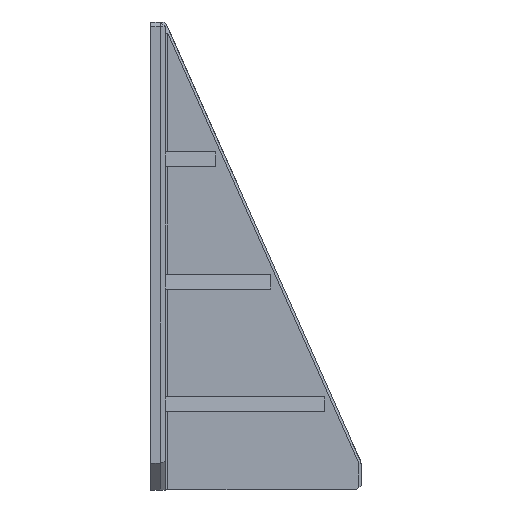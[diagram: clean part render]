
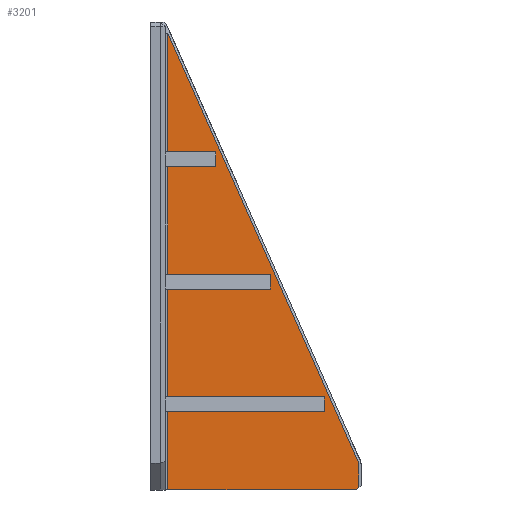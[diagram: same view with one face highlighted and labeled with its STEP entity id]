
A CAD part, front view. The second image highlights one B-rep face of the part: STEP entity #3201.
In plain terms, the highlighted planar face has unit normal (0, -1, 0).
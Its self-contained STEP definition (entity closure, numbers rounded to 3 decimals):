
#223=FACE_OUTER_BOUND('',#413,.T.);
#413=EDGE_LOOP('',(#2751,#2752,#2753,#2754,#2755,#2756,#2757,#2758,#2759,
#2760,#2761,#2762,#2763,#2764,#2765,#2766,#2767));
#673=LINE('',#4759,#1091);
#677=LINE('',#4766,#1095);
#680=LINE('',#4772,#1098);
#685=LINE('',#4783,#1103);
#687=LINE('',#4788,#1105);
#693=LINE('',#4799,#1111);
#694=LINE('',#4802,#1112);
#698=LINE('',#4808,#1116);
#701=LINE('',#4814,#1119);
#706=LINE('',#4824,#1124);
#709=LINE('',#4830,#1127);
#712=LINE('',#4836,#1130);
#716=LINE('',#4845,#1134);
#754=LINE('',#4938,#1172);
#758=LINE('',#4947,#1176);
#813=LINE('',#5055,#1231);
#817=LINE('',#5062,#1235);
#1091=VECTOR('',#3894,10.);
#1095=VECTOR('',#3900,10.);
#1098=VECTOR('',#3905,10.);
#1103=VECTOR('',#3914,10.);
#1105=VECTOR('',#3918,10.);
#1111=VECTOR('',#3926,10.);
#1112=VECTOR('',#3929,10.);
#1116=VECTOR('',#3935,10.);
#1119=VECTOR('',#3940,10.);
#1124=VECTOR('',#3951,10.);
#1127=VECTOR('',#3956,10.);
#1130=VECTOR('',#3961,10.);
#1134=VECTOR('',#3969,10.);
#1172=VECTOR('',#4051,10.);
#1176=VECTOR('',#4059,10.);
#1231=VECTOR('',#4142,10.);
#1235=VECTOR('',#4148,10.);
#1442=VERTEX_POINT('',#4756);
#1443=VERTEX_POINT('',#4758);
#1445=VERTEX_POINT('',#4764);
#1447=VERTEX_POINT('',#4770);
#1451=VERTEX_POINT('',#4782);
#1452=VERTEX_POINT('',#4786);
#1453=VERTEX_POINT('',#4787);
#1457=VERTEX_POINT('',#4797);
#1458=VERTEX_POINT('',#4801);
#1461=VERTEX_POINT('',#4812);
#1463=VERTEX_POINT('',#4822);
#1465=VERTEX_POINT('',#4828);
#1467=VERTEX_POINT('',#4834);
#1470=VERTEX_POINT('',#4844);
#1503=VERTEX_POINT('',#4936);
#1506=VERTEX_POINT('',#4946);
#1545=VERTEX_POINT('',#5054);
#1817=EDGE_CURVE('',#1443,#1442,#673,.T.);
#1821=EDGE_CURVE('',#1442,#1445,#677,.T.);
#1824=EDGE_CURVE('',#1445,#1447,#680,.T.);
#1829=EDGE_CURVE('',#1443,#1451,#685,.T.);
#1831=EDGE_CURVE('',#1452,#1453,#687,.T.);
#1837=EDGE_CURVE('',#1453,#1457,#693,.T.);
#1838=EDGE_CURVE('',#1457,#1458,#694,.T.);
#1842=EDGE_CURVE('',#1452,#1447,#698,.T.);
#1845=EDGE_CURVE('',#1461,#1458,#701,.T.);
#1850=EDGE_CURVE('',#1461,#1463,#706,.T.);
#1853=EDGE_CURVE('',#1463,#1465,#709,.T.);
#1856=EDGE_CURVE('',#1465,#1467,#712,.T.);
#1860=EDGE_CURVE('',#1451,#1470,#716,.T.);
#1906=EDGE_CURVE('',#1503,#1467,#754,.T.);
#1910=EDGE_CURVE('',#1470,#1506,#758,.T.);
#1965=EDGE_CURVE('',#1506,#1545,#813,.T.);
#1969=EDGE_CURVE('',#1503,#1545,#817,.T.);
#2751=ORIENTED_EDGE('',*,*,#1824,.T.);
#2752=ORIENTED_EDGE('',*,*,#1842,.F.);
#2753=ORIENTED_EDGE('',*,*,#1831,.T.);
#2754=ORIENTED_EDGE('',*,*,#1837,.T.);
#2755=ORIENTED_EDGE('',*,*,#1838,.T.);
#2756=ORIENTED_EDGE('',*,*,#1845,.F.);
#2757=ORIENTED_EDGE('',*,*,#1850,.T.);
#2758=ORIENTED_EDGE('',*,*,#1853,.T.);
#2759=ORIENTED_EDGE('',*,*,#1856,.T.);
#2760=ORIENTED_EDGE('',*,*,#1906,.F.);
#2761=ORIENTED_EDGE('',*,*,#1969,.T.);
#2762=ORIENTED_EDGE('',*,*,#1965,.F.);
#2763=ORIENTED_EDGE('',*,*,#1910,.F.);
#2764=ORIENTED_EDGE('',*,*,#1860,.F.);
#2765=ORIENTED_EDGE('',*,*,#1829,.F.);
#2766=ORIENTED_EDGE('',*,*,#1817,.T.);
#2767=ORIENTED_EDGE('',*,*,#1821,.T.);
#3035=PLANE('',#3410);
#3201=ADVANCED_FACE('',(#223),#3035,.T.);
#3410=AXIS2_PLACEMENT_3D('',#5070,#4153,#4154);
#3894=DIRECTION('',(1.,0.,0.));
#3900=DIRECTION('',(0.,0.,-1.));
#3905=DIRECTION('',(-1.,0.,0.));
#3914=DIRECTION('',(0.,0.,1.));
#3918=DIRECTION('',(1.,0.,0.));
#3926=DIRECTION('',(0.,0.,-1.));
#3929=DIRECTION('',(-1.,0.,0.));
#3935=DIRECTION('',(0.,0.,1.));
#3940=DIRECTION('',(0.,0.,1.));
#3951=DIRECTION('',(1.,0.,0.));
#3956=DIRECTION('',(0.,0.,-1.));
#3961=DIRECTION('',(-1.,0.,0.));
#3969=DIRECTION('',(0.406,0.,-0.914));
#4051=DIRECTION('',(0.,0.,1.));
#4059=DIRECTION('',(0.,0.,-1.));
#4142=DIRECTION('',(-0.707,0.,-0.707));
#4148=DIRECTION('',(1.,0.,0.));
#4153=DIRECTION('center_axis',(0.,-1.,0.));
#4154=DIRECTION('ref_axis',(0.,0.,-1.));
#4756=CARTESIAN_POINT('',(26.512,-327.,164.5));
#4758=CARTESIAN_POINT('',(7.,-327.,164.5));
#4759=CARTESIAN_POINT('',(11.128,-327.,164.5));
#4764=CARTESIAN_POINT('',(26.512,-327.,158.5));
#4766=CARTESIAN_POINT('',(26.512,-327.,189.5));
#4770=CARTESIAN_POINT('',(7.,-327.,158.5));
#4772=CARTESIAN_POINT('',(11.128,-327.,158.5));
#4782=CARTESIAN_POINT('',(7.,-327.,212.788));
#4783=CARTESIAN_POINT('',(7.,-327.,169.75));
#4786=CARTESIAN_POINT('',(7.,-327.,114.5));
#4787=CARTESIAN_POINT('',(48.734,-327.,114.5));
#4788=CARTESIAN_POINT('',(16.683,-327.,114.5));
#4797=CARTESIAN_POINT('',(48.734,-327.,108.5));
#4799=CARTESIAN_POINT('',(48.734,-327.,164.5));
#4801=CARTESIAN_POINT('',(7.,-327.,108.5));
#4802=CARTESIAN_POINT('',(16.683,-327.,108.5));
#4808=CARTESIAN_POINT('',(7.,-327.,169.75));
#4812=CARTESIAN_POINT('',(7.,-327.,64.5));
#4814=CARTESIAN_POINT('',(7.,-327.,169.75));
#4822=CARTESIAN_POINT('',(70.956,-327.,64.5));
#4824=CARTESIAN_POINT('',(22.239,-327.,64.5));
#4828=CARTESIAN_POINT('',(70.956,-327.,58.5));
#4830=CARTESIAN_POINT('',(70.956,-327.,139.5));
#4834=CARTESIAN_POINT('',(7.,-327.,58.5));
#4836=CARTESIAN_POINT('',(22.239,-327.,58.5));
#4844=CARTESIAN_POINT('',(85.,-327.,37.288));
#4845=CARTESIAN_POINT('',(45.086,-327.,127.094));
#4936=CARTESIAN_POINT('',(7.,-327.,26.5));
#4938=CARTESIAN_POINT('',(7.,-327.,169.75));
#4946=CARTESIAN_POINT('',(85.,-327.,27.5));
#4947=CARTESIAN_POINT('',(85.,-327.,169.75));
#5054=CARTESIAN_POINT('',(84.,-327.,26.5));
#5055=CARTESIAN_POINT('',(112.75,-327.,55.25));
#5062=CARTESIAN_POINT('',(6.,-327.,26.5));
#5070=CARTESIAN_POINT('Origin',(6.,-327.,217.5));
